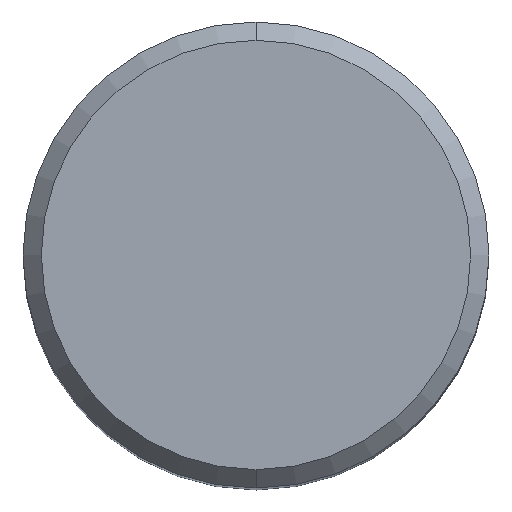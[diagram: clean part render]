
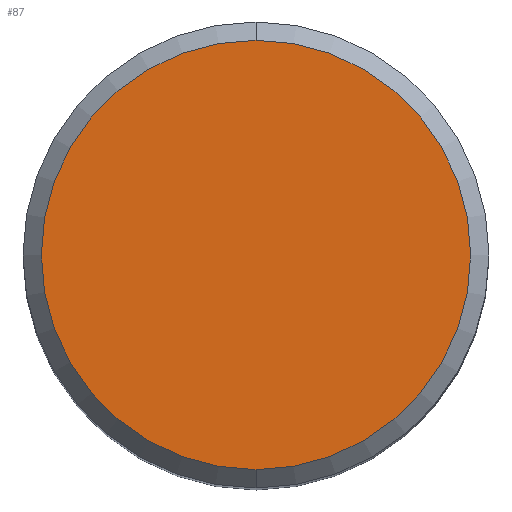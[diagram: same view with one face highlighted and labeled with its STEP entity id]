
A CAD part, top view. The second image highlights one B-rep face of the part: STEP entity #87.
In plain terms, the highlighted planar face has unit normal (0, 0, 1).
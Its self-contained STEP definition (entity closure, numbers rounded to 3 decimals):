
#55=PLANE('',#574);
#87=ADVANCED_FACE('',(#116),#55,.F.);
#116=FACE_OUTER_BOUND('',#143,.T.);
#143=EDGE_LOOP('',(#226,#227));
#226=ORIENTED_EDGE('',*,*,#319,.F.);
#227=ORIENTED_EDGE('',*,*,#321,.F.);
#273=VERTEX_POINT('',#1025);
#274=VERTEX_POINT('',#1027);
#319=EDGE_CURVE('',#273,#274,#361,.T.);
#321=EDGE_CURVE('',#274,#273,#362,.T.);
#361=CIRCLE('',#570,11.7);
#362=CIRCLE('',#572,11.7);
#570=AXIS2_PLACEMENT_3D('',#1026,#712,#713);
#572=AXIS2_PLACEMENT_3D('',#1030,#717,#718);
#574=AXIS2_PLACEMENT_3D('',#1032,#721,#722);
#712=DIRECTION('',(0.,0.,-1.));
#713=DIRECTION('',(0.,-1.,0.));
#717=DIRECTION('',(0.,0.,-1.));
#718=DIRECTION('',(0.,1.,0.));
#721=DIRECTION('',(0.,0.,-1.));
#722=DIRECTION('',(0.,-1.,0.));
#1025=CARTESIAN_POINT('',(0.,-11.7,0.));
#1026=CARTESIAN_POINT('',(0.,0.,0.));
#1027=CARTESIAN_POINT('',(0.,11.7,0.));
#1030=CARTESIAN_POINT('',(0.,0.,0.));
#1032=CARTESIAN_POINT('',(0.,0.,0.));
